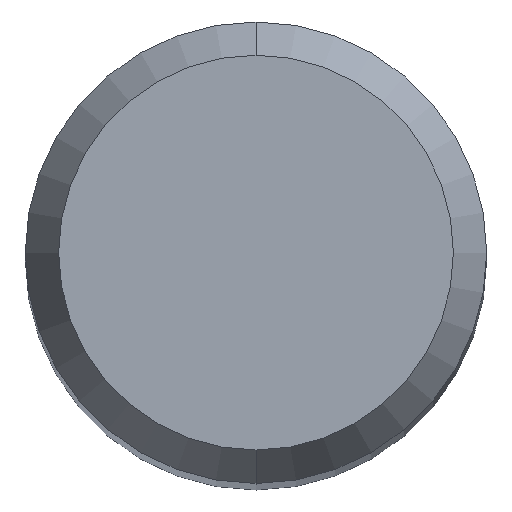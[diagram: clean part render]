
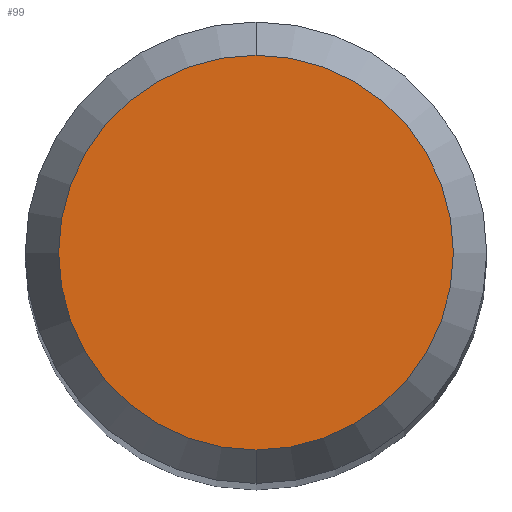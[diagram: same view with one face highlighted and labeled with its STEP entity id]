
A CAD part, top view. The second image highlights one B-rep face of the part: STEP entity #99.
In plain terms, the highlighted planar face has unit normal (0, 0, 1).
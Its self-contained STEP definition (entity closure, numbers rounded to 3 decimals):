
#99=ADVANCED_FACE('',(#250),#251,.T.);
#137=VERTEX_POINT('',#293);
#151=EDGE_CURVE('',#137,#183,#308,.T.);
#183=VERTEX_POINT('',#343);
#195=EDGE_CURVE('',#183,#137,#355,.T.);
#250=FACE_OUTER_BOUND('',#410,.T.);
#251=PLANE('',#411);
#293=CARTESIAN_POINT('',(0.,-1.358,0.));
#308=CIRCLE('',#487,1.358);
#343=CARTESIAN_POINT('',(0.0,1.358,0.));
#355=CIRCLE('',#547,1.358);
#410=EDGE_LOOP('',(#602,#603));
#411=AXIS2_PLACEMENT_3D('',#604,#605,#606);
#487=AXIS2_PLACEMENT_3D('',#676,#677,#678);
#547=AXIS2_PLACEMENT_3D('',#717,#718,#719);
#602=ORIENTED_EDGE('',*,*,#195,.F.);
#603=ORIENTED_EDGE('',*,*,#151,.F.);
#604=CARTESIAN_POINT('',(0.0,0.679,0.));
#605=DIRECTION('',(-0.0,0.0,1.0));
#606=DIRECTION('',(0.0,-1.0,0.0));
#676=CARTESIAN_POINT('',(0.0,0.0,0.));
#677=DIRECTION('',(0.0,0.0,-1.0));
#678=DIRECTION('',(0.0,1.0,0.0));
#717=CARTESIAN_POINT('',(0.0,0.0,0.));
#718=DIRECTION('',(0.0,0.0,-1.0));
#719=DIRECTION('',(0.0,1.0,0.0));
